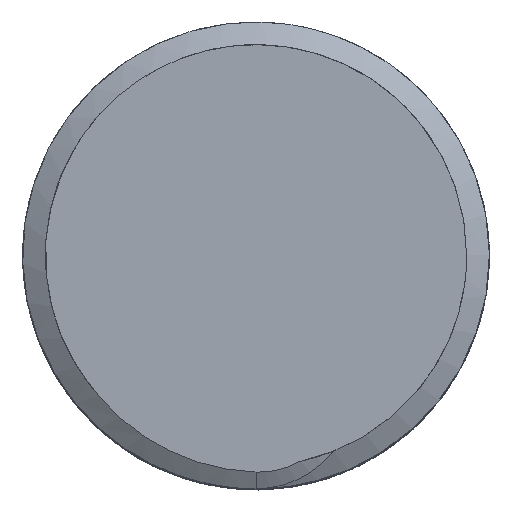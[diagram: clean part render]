
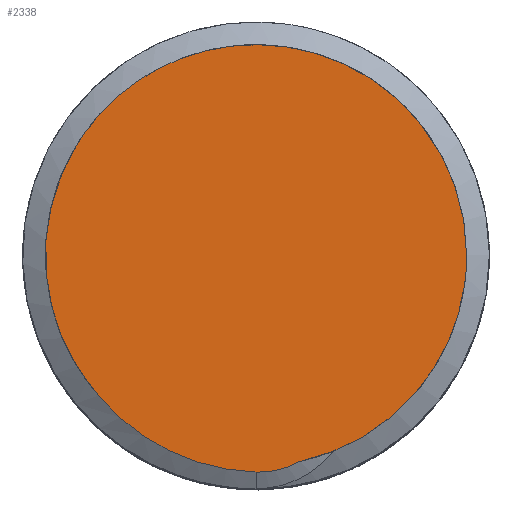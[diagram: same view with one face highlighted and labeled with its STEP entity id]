
A CAD part, top view. The second image highlights one B-rep face of the part: STEP entity #2338.
In plain terms, the highlighted free-form (B-spline) face has degree [1, 1] with [2, 2] control points.
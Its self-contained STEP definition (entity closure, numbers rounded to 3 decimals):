
#2093=CARTESIAN_POINT('',(2.901,-13.596,86.));
#2094=VERTEX_POINT('',#2093);
#2095=CARTESIAN_POINT('',(13.9,0.,86.));
#2096=VERTEX_POINT('',#2095);
#2097=CARTESIAN_POINT('',(2.9,-13.594,86.));
#2098=CARTESIAN_POINT('',(13.9,-11.248,86.));
#2099=CARTESIAN_POINT('',(13.9,0.,86.));
#2100=(BOUNDED_CURVE()B_SPLINE_CURVE(2,(#2097,#2098,#2099),.CIRCULAR_ARC.,.F.,.U.)B_SPLINE_CURVE_WITH_KNOTS((3,3),(0.788,1.),.UNSPECIFIED.)CURVE()GEOMETRIC_REPRESENTATION_ITEM()RATIONAL_B_SPLINE_CURVE((0.769,0.682,1.))REPRESENTATION_ITEM(''));
#2101=EDGE_CURVE('',#2094,#2096,#2100,.T.);
#2174=CARTESIAN_POINT('',(-10.376,-9.249,86.));
#2175=VERTEX_POINT('',#2174);
#2176=CARTESIAN_POINT('',(13.9,0.,86.));
#2177=CARTESIAN_POINT('',(13.9,24.076,86.));
#2178=CARTESIAN_POINT('',(-6.95,12.038,86.));
#2179=CARTESIAN_POINT('',(-21.739,3.499,86.));
#2180=CARTESIAN_POINT('',(-10.376,-9.249,86.));
#2181=(BOUNDED_CURVE()B_SPLINE_CURVE(2,(#2176,#2177,#2178,#2179,#2180),.CIRCULAR_ARC.,.F.,.U.)B_SPLINE_CURVE_WITH_KNOTS((3,2,3),(0.,0.333,0.61),.UNSPECIFIED.)CURVE()GEOMETRIC_REPRESENTATION_ITEM()RATIONAL_B_SPLINE_CURVE((1.,0.5,1.,0.585,0.859))REPRESENTATION_ITEM(''));
#2182=EDGE_CURVE('',#2096,#2175,#2181,.T.);
#2302=CARTESIAN_POINT('',(0.,-14.302,86.));
#2303=VERTEX_POINT('',#2302);
#2309=CARTESIAN_POINT('',(2.903,-13.598,86.));
#2310=CARTESIAN_POINT('',(2.051,-14.082,86.));
#2311=CARTESIAN_POINT('',(1.059,-14.343,86.));
#2312=CARTESIAN_POINT('',(0.,-14.302,86.));
#2313=B_SPLINE_CURVE_WITH_KNOTS('',3,(#2309,#2310,#2311,#2312),.UNSPECIFIED.,.F.,.U.,(4,4),(0.676,1.),.UNSPECIFIED.);
#2314=EDGE_CURVE('',#2094,#2303,#2313,.T.);
#2321=CARTESIAN_POINT('',(-130.096,-126.371,86.));
#2322=CARTESIAN_POINT('',(-130.096,126.371,86.));
#2323=CARTESIAN_POINT('',(122.647,-126.371,86.));
#2324=CARTESIAN_POINT('',(122.647,126.371,86.));
#2325=B_SPLINE_SURFACE_WITH_KNOTS('',1,1,((#2321,#2322),(#2323,#2324)),.PLANE_SURF.,.F.,.F.,.U.,(2,2),(2,2),(0.,1.),(0.,1.),.UNSPECIFIED.);
#2326=ORIENTED_EDGE('',*,*,#2101,.T.);
#2327=ORIENTED_EDGE('',*,*,#2182,.T.);
#2328=CARTESIAN_POINT('',(0.,-14.302,86.));
#2329=CARTESIAN_POINT('',(-4.009,-14.163,86.));
#2330=CARTESIAN_POINT('',(-7.793,-12.364,86.));
#2331=CARTESIAN_POINT('',(-10.376,-9.249,86.));
#2332=B_SPLINE_CURVE_WITH_KNOTS('',3,(#2328,#2329,#2330,#2331),.UNSPECIFIED.,.F.,.U.,(4,4),(0.,1.),.UNSPECIFIED.);
#2333=EDGE_CURVE('',#2303,#2175,#2332,.T.);
#2334=ORIENTED_EDGE('',*,*,#2333,.F.);
#2335=ORIENTED_EDGE('',*,*,#2314,.F.);
#2336=EDGE_LOOP('',(#2326,#2327,#2334,#2335));
#2337=FACE_OUTER_BOUND('',#2336,.T.);
#2338=ADVANCED_FACE('',(#2337),#2325,.T.);
